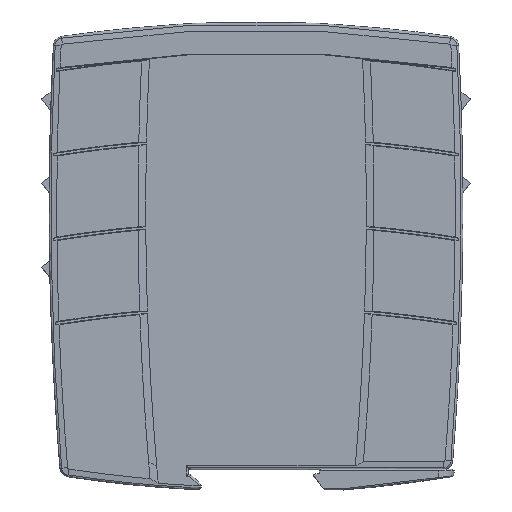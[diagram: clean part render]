
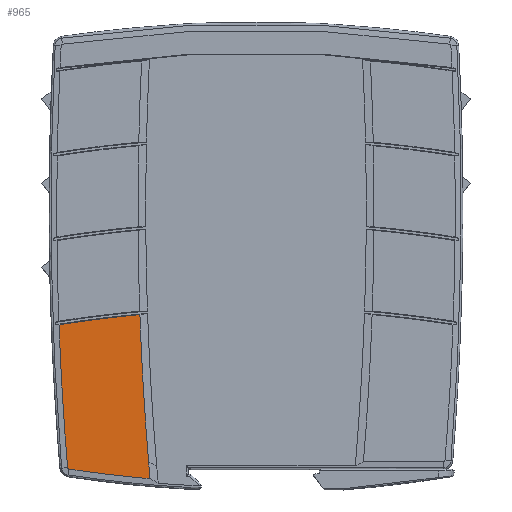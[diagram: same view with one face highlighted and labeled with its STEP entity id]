
A CAD part, top view. The second image highlights one B-rep face of the part: STEP entity #965.
In plain terms, the highlighted planar face has unit normal (0, 0, 1).
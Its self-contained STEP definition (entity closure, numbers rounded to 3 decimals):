
#965 = ADVANCED_FACE( '', ( #4205 ), #4206, .T. );
#4205 = FACE_OUTER_BOUND( '', #10691, .T. );
#4206 = PLANE( '', #10692 );
#10691 = EDGE_LOOP( '', ( #22615, #22616, #22617, #22618, #22619, #22620 ) );
#10692 = AXIS2_PLACEMENT_3D( '', #22621, #22622, #22623 );
#22615 = ORIENTED_EDGE( '', *, *, #39294, .T. );
#22616 = ORIENTED_EDGE( '', *, *, #39295, .F. );
#22617 = ORIENTED_EDGE( '', *, *, #39296, .F. );
#22618 = ORIENTED_EDGE( '', *, *, #38844, .F. );
#22619 = ORIENTED_EDGE( '', *, *, #39045, .F. );
#22620 = ORIENTED_EDGE( '', *, *, #36363, .T. );
#22621 = CARTESIAN_POINT( '', ( -25.727, 57.345, 8.45 ) );
#22622 = DIRECTION( '', ( 0., 0., 1. ) );
#22623 = DIRECTION( '', ( 1., 0., 0. ) );
#36363 = EDGE_CURVE( '', #44326, #44323, #44327, .T. );
#38844 = EDGE_CURVE( '', #48885, #48887, #48888, .T. );
#39045 = EDGE_CURVE( '', #44326, #48885, #49232, .T. );
#39294 = EDGE_CURVE( '', #44323, #49632, #49633, .T. );
#39295 = EDGE_CURVE( '', #49634, #49632, #49635, .T. );
#39296 = EDGE_CURVE( '', #48887, #49634, #49636, .T. );
#44323 = VERTEX_POINT( '', #55707 );
#44326 = VERTEX_POINT( '', #55710 );
#44327 = ELLIPSE( '', #55711, 780.372, 777. );
#48885 = VERTEX_POINT( '', #62403 );
#48887 = VERTEX_POINT( '', #62406 );
#48888 = ELLIPSE( '', #62407, 0.402, 0.4 );
#49232 = ELLIPSE( '', #62914, 324.402, 323. );
#49632 = VERTEX_POINT( '', #63542 );
#49633 = ELLIPSE( '', #63543, 780.372, 777. );
#49634 = VERTEX_POINT( '', #63544 );
#49635 = ELLIPSE( '', #63545, 332.688, 331.25 );
#49636 = ELLIPSE( '', #63546, 801.463, 798. );
#55707 = CARTESIAN_POINT( '', ( -27.778, 2.009, 8.45 ) );
#55710 = CARTESIAN_POINT( '', ( -27.4, -2.35, 8.45 ) );
#55711 = AXIS2_PLACEMENT_3D( '', #71315, #71316, #71317 );
#62403 = CARTESIAN_POINT( '', ( -48.387, 0.141, 8.45 ) );
#62406 = CARTESIAN_POINT( '', ( -48.726, 0.505, 8.45 ) );
#62407 = AXIS2_PLACEMENT_3D( '', #74790, #74791, #74792 );
#62914 = AXIS2_PLACEMENT_3D( '', #75065, #75066, #75067 );
#63542 = CARTESIAN_POINT( '', ( -30.034, 40.067, 8.45 ) );
#63543 = AXIS2_PLACEMENT_3D( '', #75366, #75367, #75368 );
#63544 = CARTESIAN_POINT( '', ( -50.954, 37.478, 8.45 ) );
#63545 = AXIS2_PLACEMENT_3D( '', #75369, #75370, #75371 );
#63546 = AXIS2_PLACEMENT_3D( '', #75372, #75373, #75374 );
#71315 = CARTESIAN_POINT( '', ( 746.49, 67.399, 8.45 ) );
#71316 = DIRECTION( '', ( 0., 0., -1. ) );
#71317 = DIRECTION( '', ( 0., 1., 0. ) );
#74790 = CARTESIAN_POINT( '', ( -48.327, 0.538, 8.45 ) );
#74791 = DIRECTION( '', ( 0., 0., -1. ) );
#74792 = DIRECTION( '', ( 0., 1., 0. ) );
#75065 = CARTESIAN_POINT( '', ( 0., 320.882, 8.45 ) );
#75066 = DIRECTION( '', ( 0., 0., -1. ) );
#75067 = DIRECTION( '', ( 0., 1., 0. ) );
#75366 = CARTESIAN_POINT( '', ( 746.49, 67.399, 8.45 ) );
#75367 = DIRECTION( '', ( 0., 0., -1. ) );
#75368 = DIRECTION( '', ( 0., 1., 0. ) );
#75369 = CARTESIAN_POINT( '', ( 0., -291.251, 8.45 ) );
#75370 = DIRECTION( '', ( 0., 0., -1. ) );
#75371 = DIRECTION( '', ( 0., 1., 0. ) );
#75372 = CARTESIAN_POINT( '', ( 746.49, 67.399, 8.45 ) );
#75373 = DIRECTION( '', ( 0., 0., -1. ) );
#75374 = DIRECTION( '', ( 0., 1., 0. ) );
